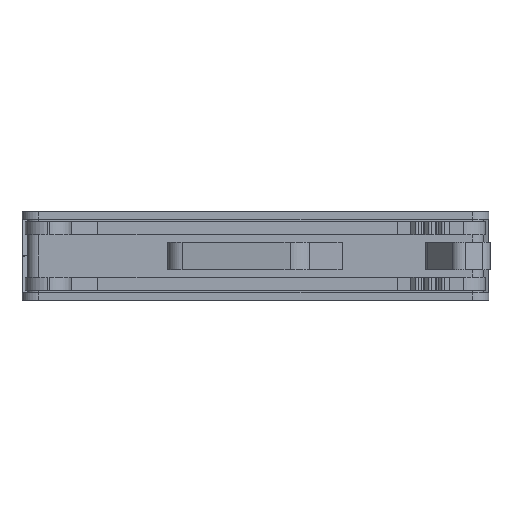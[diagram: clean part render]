
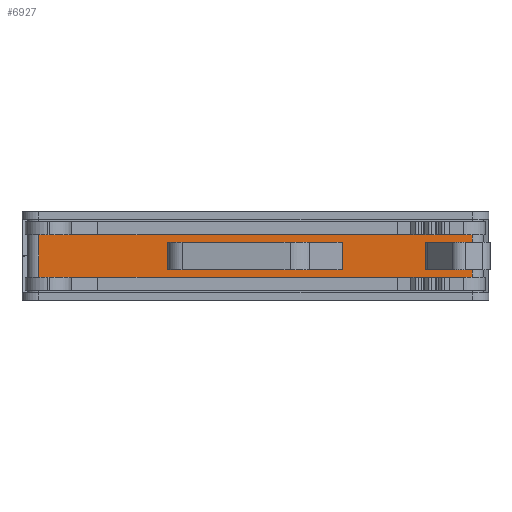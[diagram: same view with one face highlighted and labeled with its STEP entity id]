
A CAD part, front view. The second image highlights one B-rep face of the part: STEP entity #6927.
In plain terms, the highlighted planar face has unit normal (0, -1, 0).
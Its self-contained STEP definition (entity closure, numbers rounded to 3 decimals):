
#13 = VECTOR ( 'NONE', #12027, 1000. ) ;
#52 = DIRECTION ( 'NONE',  ( 0., 0., 1. ) ) ;
#105 = CARTESIAN_POINT ( 'NONE',  ( 11.994, -13.92, -58.45 ) ) ;
#139 = DIRECTION ( 'NONE',  ( 1., 0., 0. ) ) ;
#210 = VERTEX_POINT ( 'NONE', #2956 ) ;
#312 = FACE_BOUND ( 'NONE', #3532, .T. ) ;
#403 = VECTOR ( 'NONE', #11340, 1000. ) ;
#473 = VECTOR ( 'NONE', #5356, 1000. ) ;
#628 = VERTEX_POINT ( 'NONE', #1007 ) ;
#776 = LINE ( 'NONE', #7945, #3783 ) ;
#889 = DIRECTION ( 'NONE',  ( 1., 0., 0. ) ) ;
#1007 = CARTESIAN_POINT ( 'NONE',  ( -11.559, -13.92, 1.033 ) ) ;
#1203 = CARTESIAN_POINT ( 'NONE',  ( -11.559, -13.92, -1.467 ) ) ;
#1247 = DIRECTION ( 'NONE',  ( 0., 0., 1. ) ) ;
#1714 = CARTESIAN_POINT ( 'NONE',  ( -23.317, -13.92, -58.45 ) ) ;
#1846 = ORIENTED_EDGE ( 'NONE', *, *, #9409, .T. ) ;
#2086 = CARTESIAN_POINT ( 'NONE',  ( 15.683, -13.92, -2.117 ) ) ;
#2254 = VECTOR ( 'NONE', #2630, 1000. ) ;
#2382 = VECTOR ( 'NONE', #11768, 1000. ) ;
#2476 = CARTESIAN_POINT ( 'NONE',  ( 11.994, -13.92, 1.033 ) ) ;
#2500 = EDGE_CURVE ( 'NONE', #210, #11217, #3628, .T. ) ;
#2630 = DIRECTION ( 'NONE',  ( 0., 0., 1. ) ) ;
#2742 = EDGE_LOOP ( 'NONE', ( #9993, #14575, #1846, #10421, #13414, #10819, #13990, #11206 ) ) ;
#2771 = LINE ( 'NONE', #6912, #8765 ) ;
#2826 = CARTESIAN_POINT ( 'NONE',  ( 3.975, -13.92, -58.45 ) ) ;
#2838 = DIRECTION ( 'NONE',  ( 1., 0., 0. ) ) ;
#2956 = CARTESIAN_POINT ( 'NONE',  ( 3.975, -13.92, 1.033 ) ) ;
#3008 = CARTESIAN_POINT ( 'NONE',  ( -23.317, -13.92, 1.033 ) ) ;
#3194 = CARTESIAN_POINT ( 'NONE',  ( 11.994, -13.92, -1.467 ) ) ;
#3437 = LINE ( 'NONE', #1203, #403 ) ;
#3497 = LINE ( 'NONE', #5419, #473 ) ;
#3532 = EDGE_LOOP ( 'NONE', ( #10769, #6233, #3802, #12171 ) ) ;
#3628 = LINE ( 'NONE', #2826, #9561 ) ;
#3741 = VERTEX_POINT ( 'NONE', #7676 ) ;
#3783 = VECTOR ( 'NONE', #52, 1000. ) ;
#3802 = ORIENTED_EDGE ( 'NONE', *, *, #11645, .T. ) ;
#3895 = CARTESIAN_POINT ( 'NONE',  ( -23.317, -13.92, -1.467 ) ) ;
#3909 = DIRECTION ( 'NONE',  ( 0., 0., -1. ) ) ;
#3923 = PLANE ( 'NONE',  #9836 ) ;
#3954 = VERTEX_POINT ( 'NONE', #2476 ) ;
#4083 = CARTESIAN_POINT ( 'NONE',  ( -23.317, -13.92, 1.683 ) ) ;
#4182 = LINE ( 'NONE', #10916, #6818 ) ;
#4276 = EDGE_CURVE ( 'NONE', #11508, #14535, #7913, .T. ) ;
#4483 = LINE ( 'NONE', #14419, #10087 ) ;
#5356 = DIRECTION ( 'NONE',  ( 0., 0., 1. ) ) ;
#5415 = EDGE_CURVE ( 'NONE', #8975, #3741, #776, .T. ) ;
#5419 = CARTESIAN_POINT ( 'NONE',  ( -23.317, -13.92, -58.45 ) ) ;
#5437 = EDGE_CURVE ( 'NONE', #13944, #628, #3437, .T. ) ;
#5513 = DIRECTION ( 'NONE',  ( 1., 0., 0. ) ) ;
#6233 = ORIENTED_EDGE ( 'NONE', *, *, #5437, .T. ) ;
#6345 = FACE_OUTER_BOUND ( 'NONE', #2742, .T. ) ;
#6818 = VECTOR ( 'NONE', #5513, 1000. ) ;
#6912 = CARTESIAN_POINT ( 'NONE',  ( -23.317, -13.92, 1.033 ) ) ;
#6927 = ADVANCED_FACE ( 'NONE', ( #312, #6345 ), #3923, .T. ) ;
#6942 = VERTEX_POINT ( 'NONE', #10707 ) ;
#7460 = EDGE_CURVE ( 'NONE', #11508, #6942, #14251, .T. ) ;
#7549 = DIRECTION ( 'NONE',  ( -1., 0., 0. ) ) ;
#7676 = CARTESIAN_POINT ( 'NONE',  ( 15.683, -13.92, 1.683 ) ) ;
#7913 = LINE ( 'NONE', #14310, #13910 ) ;
#7945 = CARTESIAN_POINT ( 'NONE',  ( 15.683, -13.92, -58.45 ) ) ;
#7986 = EDGE_CURVE ( 'NONE', #10608, #6942, #8341, .T. ) ;
#8341 = LINE ( 'NONE', #3895, #2382 ) ;
#8731 = CARTESIAN_POINT ( 'NONE',  ( 15.683, -13.92, 1.033 ) ) ;
#8765 = VECTOR ( 'NONE', #139, 1000. ) ;
#8966 = LINE ( 'NONE', #105, #14657 ) ;
#8975 = VERTEX_POINT ( 'NONE', #8731 ) ;
#9409 = EDGE_CURVE ( 'NONE', #3954, #8975, #12044, .T. ) ;
#9554 = DIRECTION ( 'NONE',  ( 0., -1., 0. ) ) ;
#9561 = VECTOR ( 'NONE', #3909, 1000. ) ;
#9836 = AXIS2_PLACEMENT_3D ( 'NONE', #1714, #9554, #2838 ) ;
#9993 = ORIENTED_EDGE ( 'NONE', *, *, #7986, .F. ) ;
#10081 = VERTEX_POINT ( 'NONE', #4083 ) ;
#10087 = VECTOR ( 'NONE', #889, 1000. ) ;
#10206 = CARTESIAN_POINT ( 'NONE',  ( 3.975, -13.92, -1.467 ) ) ;
#10421 = ORIENTED_EDGE ( 'NONE', *, *, #5415, .T. ) ;
#10505 = CARTESIAN_POINT ( 'NONE',  ( 15.683, -13.92, -58.45 ) ) ;
#10573 = CARTESIAN_POINT ( 'NONE',  ( -11.559, -13.92, -1.467 ) ) ;
#10608 = VERTEX_POINT ( 'NONE', #3194 ) ;
#10645 = EDGE_CURVE ( 'NONE', #14535, #10081, #3497, .T. ) ;
#10707 = CARTESIAN_POINT ( 'NONE',  ( 15.683, -13.92, -1.467 ) ) ;
#10769 = ORIENTED_EDGE ( 'NONE', *, *, #12336, .F. ) ;
#10819 = ORIENTED_EDGE ( 'NONE', *, *, #10645, .F. ) ;
#10916 = CARTESIAN_POINT ( 'NONE',  ( -23.317, -13.92, -1.467 ) ) ;
#11206 = ORIENTED_EDGE ( 'NONE', *, *, #7460, .T. ) ;
#11209 = EDGE_CURVE ( 'NONE', #10608, #3954, #8966, .T. ) ;
#11217 = VERTEX_POINT ( 'NONE', #10206 ) ;
#11340 = DIRECTION ( 'NONE',  ( 0., 0., 1. ) ) ;
#11508 = VERTEX_POINT ( 'NONE', #2086 ) ;
#11645 = EDGE_CURVE ( 'NONE', #628, #210, #2771, .T. ) ;
#11768 = DIRECTION ( 'NONE',  ( 1., 0., 0. ) ) ;
#12027 = DIRECTION ( 'NONE',  ( 1., 0., 0. ) ) ;
#12044 = LINE ( 'NONE', #3008, #13 ) ;
#12171 = ORIENTED_EDGE ( 'NONE', *, *, #2500, .T. ) ;
#12336 = EDGE_CURVE ( 'NONE', #13944, #11217, #4182, .T. ) ;
#12864 = CARTESIAN_POINT ( 'NONE',  ( -23.317, -13.92, -2.117 ) ) ;
#13414 = ORIENTED_EDGE ( 'NONE', *, *, #13430, .F. ) ;
#13430 = EDGE_CURVE ( 'NONE', #10081, #3741, #4483, .T. ) ;
#13910 = VECTOR ( 'NONE', #7549, 1000. ) ;
#13944 = VERTEX_POINT ( 'NONE', #10573 ) ;
#13990 = ORIENTED_EDGE ( 'NONE', *, *, #4276, .F. ) ;
#14251 = LINE ( 'NONE', #10505, #2254 ) ;
#14310 = CARTESIAN_POINT ( 'NONE',  ( -23.317, -13.92, -2.117 ) ) ;
#14419 = CARTESIAN_POINT ( 'NONE',  ( -23.317, -13.92, 1.683 ) ) ;
#14535 = VERTEX_POINT ( 'NONE', #12864 ) ;
#14575 = ORIENTED_EDGE ( 'NONE', *, *, #11209, .T. ) ;
#14657 = VECTOR ( 'NONE', #1247, 1000. ) ;
